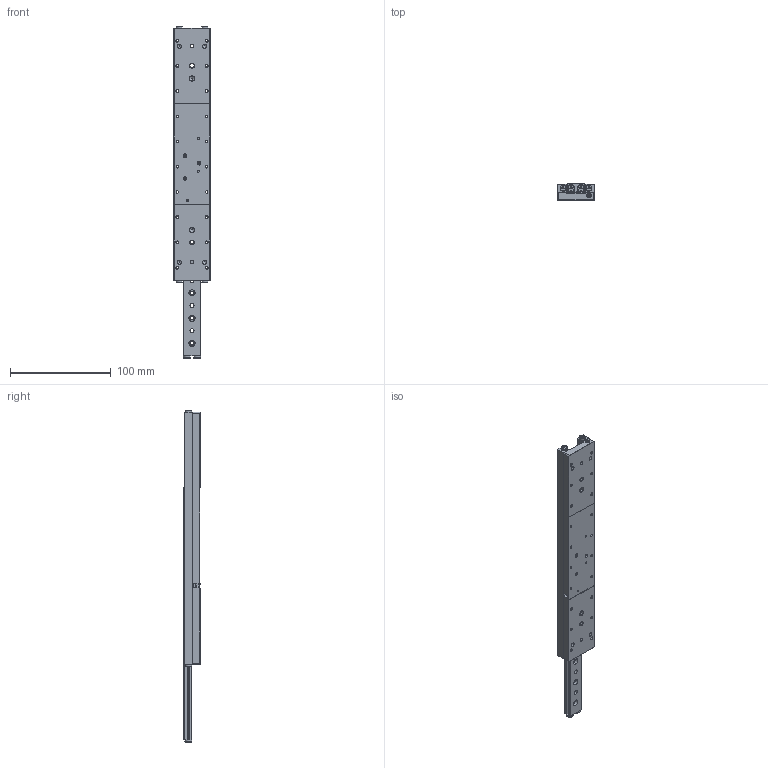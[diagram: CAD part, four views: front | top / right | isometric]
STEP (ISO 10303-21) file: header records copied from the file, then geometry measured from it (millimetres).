
FILE_DESCRIPTION (( 'STEP AP203' ), '1' );
FILE_NAME ('L150.Indus V2.0-WEB.STEP', '2024-11-07T01:15:48', ( '' ), ( '' ), 'SwSTEP 2.0', 'SolidWorks 2020', '' );
FILE_SCHEMA (( 'CONFIG_CONTROL_DESIGN' ));
Length unit declared in the file: millimetre
Products named in the file (10): VRM3-250; 复件 杯头内六角M1.6×6^L0150x.Indus V2.0; 复件 薄头内六角螺钉M2×8^L0150x.Indus V2.0; L150.Indus V2.0-WEB; 复件 束线器^L0150x.Indus V2.0; L150菁釱^L0150x.Indus V2.0; 复件 驱动模块 V5.3.2^L0150x.Indus V2.0; 复件 薄头内六角螺钉M2×5^L0150x.Indus V2.0; VRM3-250笢潔絳寢; 情芛囀鞠褒蹟隊M2℅8
Assembly tree (12 placements, depth 2):
  L150.Indus V2.0-WEB
    L150菁釱^L0150x.Indus V2.0
    复件 薄头内六角螺钉M2×5^L0150x.Indus V2.0  x2
    复件 薄头内六角螺钉M2×8^L0150x.Indus V2.0
    复件 杯头内六角M1.6×6^L0150x.Indus V2.0  x2
    复件 束线器^L0150x.Indus V2.0
    复件 驱动模块 V5.3.2^L0150x.Indus V2.0
    VRM3-250  x2
    VRM3-250笢潔絳寢
    情芛囀鞠褒蹟隊M2℅8
Bounding box: 36 x 16.02 x 329 mm (x, y, z)
Volume: 117275.8 mm3; surface area: 60557.2 mm2
Topology: 12 solids, 12 shells, 920 faces, 2267 edges, 1428 vertices
Faces by surface type: plane 433, cylinder 345, cone 102, torus 40
Entity records: 24145 total; most frequent: DIRECTION 4207, CARTESIAN_POINT 3884, ORIENTED_EDGE 3802, EDGE_CURVE 1901, AXIS2_PLACEMENT_3D 1525, VERTEX_POINT 1202, VECTOR 1157, LINE 1157
